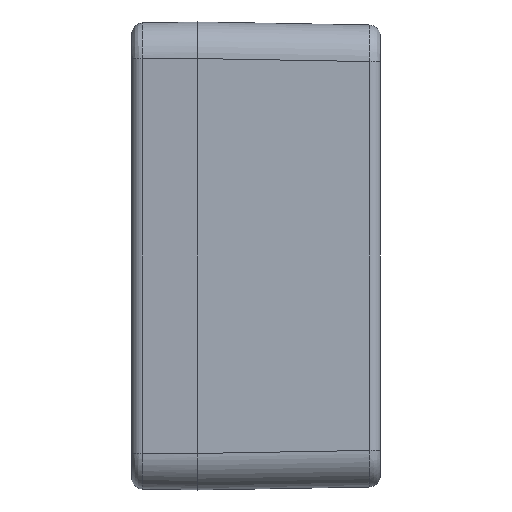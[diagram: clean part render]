
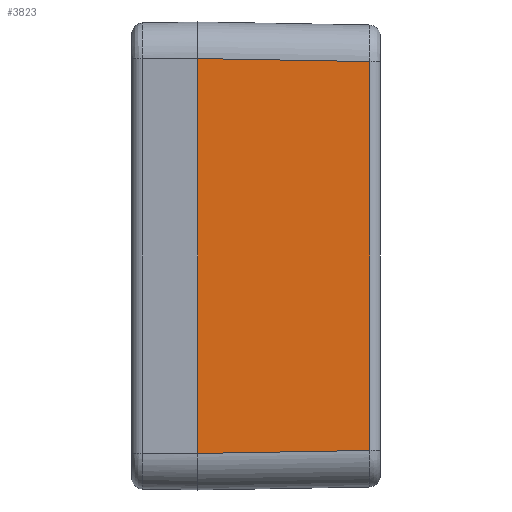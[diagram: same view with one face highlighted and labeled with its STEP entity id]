
A CAD part, left-side view. The second image highlights one B-rep face of the part: STEP entity #3823.
In plain terms, the highlighted planar face has unit normal (-1, -0.018, 0).
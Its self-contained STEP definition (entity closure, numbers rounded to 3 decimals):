
#3725 = VERTEX_POINT ( 'NONE', #7096 ) ;
#3797 = EDGE_CURVE ( 'NONE', #3800, #3725, #7215, .T. ) ;
#3800 = VERTEX_POINT ( 'NONE', #7210 ) ;
#3823 = ADVANCED_FACE ( 'NONE', ( #7292 ), #7291, .T. ) ;
#3824 = EDGE_LOOP ( 'NONE', ( #3825, #3828, #3831, #3833 ) ) ;
#3825 = ORIENTED_EDGE ( 'NONE', *, *, #3826, .T. ) ;
#3826 = EDGE_CURVE ( 'NONE', #3800, #3827, #7289, .T. ) ;
#3827 = VERTEX_POINT ( 'NONE', #7282 ) ;
#3828 = ORIENTED_EDGE ( 'NONE', *, *, #3829, .T. ) ;
#3829 = EDGE_CURVE ( 'NONE', #3827, #3830, #7281, .T. ) ;
#3830 = VERTEX_POINT ( 'NONE', #7277 ) ;
#3831 = ORIENTED_EDGE ( 'NONE', *, *, #3832, .T. ) ;
#3832 = EDGE_CURVE ( 'NONE', #3830, #3725, #7059, .T. ) ;
#3833 = ORIENTED_EDGE ( 'NONE', *, *, #3797, .F. ) ;
#7058 = CARTESIAN_POINT ( 'NONE',  ( -48.982, 23.971, 26.983 ) ) ;
#7059 = LINE ( 'NONE', #7058, #7338 ) ;
#7096 = CARTESIAN_POINT ( 'NONE',  ( -49., 25., 27.001 ) ) ;
#7210 = CARTESIAN_POINT ( 'NONE',  ( -49., 25., -27.001 ) ) ;
#7212 = DIRECTION ( 'NONE',  ( 0., 0., 1. ) ) ;
#7213 = VECTOR ( 'NONE', #7212, 1000. ) ;
#7214 = CARTESIAN_POINT ( 'NONE',  ( -49., 25., -32. ) ) ;
#7215 = LINE ( 'NONE', #7214, #7213 ) ;
#7277 = CARTESIAN_POINT ( 'NONE',  ( -48.589, 1.474, 26.59 ) ) ;
#7278 = DIRECTION ( 'NONE',  ( 0., 0., 1. ) ) ;
#7279 = VECTOR ( 'NONE', #7278, 1000. ) ;
#7280 = CARTESIAN_POINT ( 'NONE',  ( -48.589, 1.474, -32. ) ) ;
#7281 = LINE ( 'NONE', #7280, #7279 ) ;
#7282 = CARTESIAN_POINT ( 'NONE',  ( -48.589, 1.474, -26.59 ) ) ;
#7283 = DIRECTION ( 'NONE',  ( 0.017, -1., 0.017 ) ) ;
#7284 = VECTOR ( 'NONE', #7283, 1000. ) ;
#7285 = CARTESIAN_POINT ( 'NONE',  ( -49.002, 25.087, -27.002 ) ) ;
#7286 = DIRECTION ( 'NONE',  ( 0.017, -1., 0. ) ) ;
#7287 = DIRECTION ( 'NONE',  ( -1., -0.017, 0. ) ) ;
#7288 = CARTESIAN_POINT ( 'NONE',  ( -49., 25., -32. ) ) ;
#7289 = LINE ( 'NONE', #7285, #7284 ) ;
#7290 = AXIS2_PLACEMENT_3D ( 'NONE', #7288, #7287, #7286 ) ;
#7291 = PLANE ( 'NONE',  #7290 ) ;
#7292 = FACE_OUTER_BOUND ( 'NONE', #3824, .T. ) ;
#7337 = DIRECTION ( 'NONE',  ( -0.017, 1., 0.017 ) ) ;
#7338 = VECTOR ( 'NONE', #7337, 1000. ) ;
